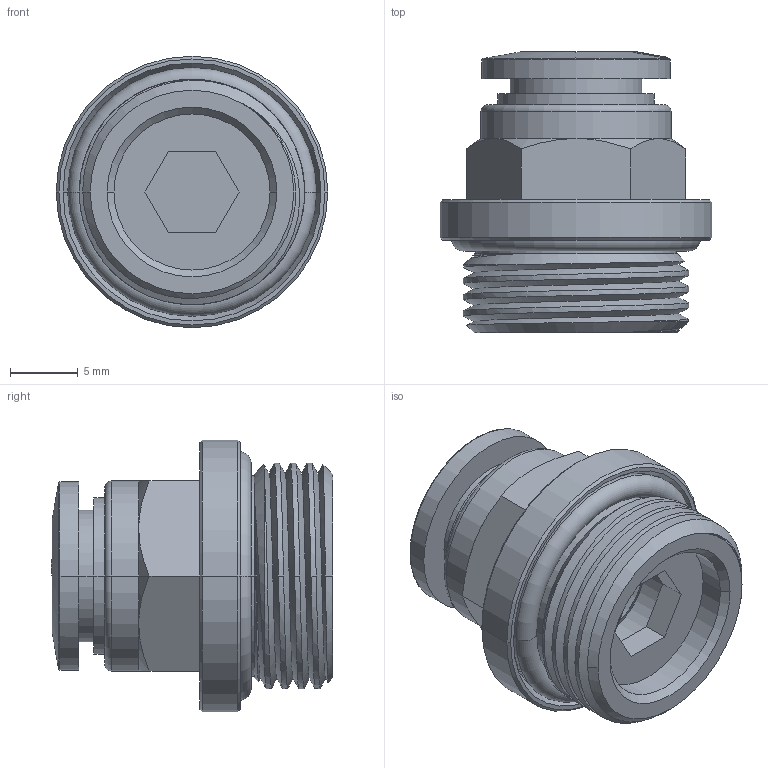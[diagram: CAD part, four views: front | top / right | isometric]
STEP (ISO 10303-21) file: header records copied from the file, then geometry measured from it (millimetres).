
FILE_DESCRIPTION((''),'2;1');
FILE_NAME('JC08-G03_ASM','2023-10-23T21:53:53',('wang'),(''),'CREO PARAMETRIC BY PTC INC, 2023073','CREO PARAMETRIC BY PTC INC, 2023073','');
FILE_SCHEMA(('CONFIG_CONTROL_DESIGN','SHAPE_APPEARANCE_LAYERS_GROUPS'));
Length unit declared in the file: millimetre
Products named in the file (6): JC8-G03; 8_1_1_; 8_1_2_; _00; C080_ASM; JC08-G03_ASM
Assembly tree (5 placements, depth 3):
  JC08-G03_ASM
    JC8-G03
    C080_ASM
      8_1_1_
      8_1_2_
      _00
Bounding box: 20 x 20.74 x 20 mm (x, y, z)
Volume: 2804 mm3; surface area: 3364 mm2
Topology: 5 solids, 5 shells, 125 faces, 307 edges, 197 vertices
Faces by surface type: cylinder 31, cone 29, plane 27, extrusion 24, torus 10, bspline 4
Entity records: 5536 total; most frequent: CARTESIAN_POINT 2393, ORIENTED_EDGE 614, DIRECTION 571, EDGE_CURVE 307, AXIS2_PLACEMENT_3D 219, VERTEX_POINT 197, EDGE_LOOP 140, VECTOR 133
